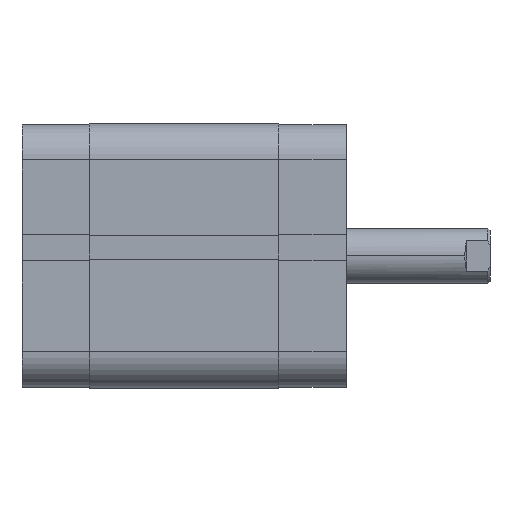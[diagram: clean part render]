
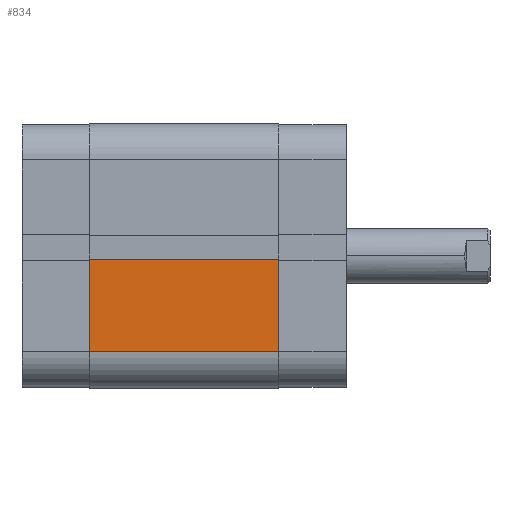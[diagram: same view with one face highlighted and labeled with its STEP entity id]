
A CAD part, top view. The second image highlights one B-rep face of the part: STEP entity #834.
In plain terms, the highlighted face is planar.
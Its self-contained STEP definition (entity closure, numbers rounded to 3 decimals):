
#834 = ADVANCED_FACE ( 'NONE', ( #3073 ), #1524, .T. ) ;
#1524 = PLANE ( 'NONE',  #5819 ) ;
#1527 = CARTESIAN_POINT ( 'NONE',  ( 29., -63.941, 41.5 ) ) ;
#1532 = DIRECTION ( 'NONE',  ( 1., 0., 0. ) ) ;
#1533 = DIRECTION ( 'NONE',  ( 0., 1., 0. ) ) ;
#1848 = CARTESIAN_POINT ( 'NONE',  ( 29., 21., 41.5 ) ) ;
#1882 = CARTESIAN_POINT ( 'NONE',  ( 29., 0.85, 41.5 ) ) ;
#1914 = CARTESIAN_POINT ( 'NONE',  ( 29., 0.85, 0. ) ) ;
#1994 = CARTESIAN_POINT ( 'NONE',  ( 29., 21., 0. ) ) ;
#2673 = VERTEX_POINT ( 'NONE', #1848 ) ;
#2712 = VERTEX_POINT ( 'NONE', #1882 ) ;
#2759 = VERTEX_POINT ( 'NONE', #1914 ) ;
#2843 = VERTEX_POINT ( 'NONE', #1994 ) ;
#3073 = FACE_OUTER_BOUND ( 'NONE', #3932, .T. ) ;
#3445 = LINE ( 'NONE', #6012, #3446 ) ;
#3446 = VECTOR ( 'NONE', #6013, 1000. ) ;
#3447 = LINE ( 'NONE', #6014, #3448 ) ;
#3448 = VECTOR ( 'NONE', #6015, 1000. ) ;
#3453 = LINE ( 'NONE', #6021, #3454 ) ;
#3454 = VECTOR ( 'NONE', #6022, 1000. ) ;
#3457 = LINE ( 'NONE', #6020, #3461 ) ;
#3461 = VECTOR ( 'NONE', #6031, 1000. ) ;
#3932 = EDGE_LOOP ( 'NONE', ( #4493, #4492, #4491, #4490 ) ) ;
#4490 = ORIENTED_EDGE ( 'NONE', *, *, #5327, .T. ) ;
#4491 = ORIENTED_EDGE ( 'NONE', *, *, #5331, .T. ) ;
#4492 = ORIENTED_EDGE ( 'NONE', *, *, #5324, .F. ) ;
#4493 = ORIENTED_EDGE ( 'NONE', *, *, #5323, .F. ) ;
#5323 = EDGE_CURVE ( 'NONE', #2843, #2759, #3445, .T. ) ;
#5324 = EDGE_CURVE ( 'NONE', #2673, #2843, #3447, .T. ) ;
#5327 = EDGE_CURVE ( 'NONE', #2712, #2759, #3453, .T. ) ;
#5331 = EDGE_CURVE ( 'NONE', #2673, #2712, #3457, .T. ) ;
#5819 = AXIS2_PLACEMENT_3D ( 'NONE', #1527, #1532, #1533 ) ;
#6012 = CARTESIAN_POINT ( 'NONE',  ( 29., -63.941, 0. ) ) ;
#6013 = DIRECTION ( 'NONE',  ( 0., -1., 0. ) ) ;
#6014 = CARTESIAN_POINT ( 'NONE',  ( 29., 21., 41.5 ) ) ;
#6015 = DIRECTION ( 'NONE',  ( 0., 0., -1. ) ) ;
#6020 = CARTESIAN_POINT ( 'NONE',  ( 29., -63.941, 41.5 ) ) ;
#6021 = CARTESIAN_POINT ( 'NONE',  ( 29., 0.85, 41.5 ) ) ;
#6022 = DIRECTION ( 'NONE',  ( 0., 0., -1. ) ) ;
#6031 = DIRECTION ( 'NONE',  ( 0., -1., 0. ) ) ;
